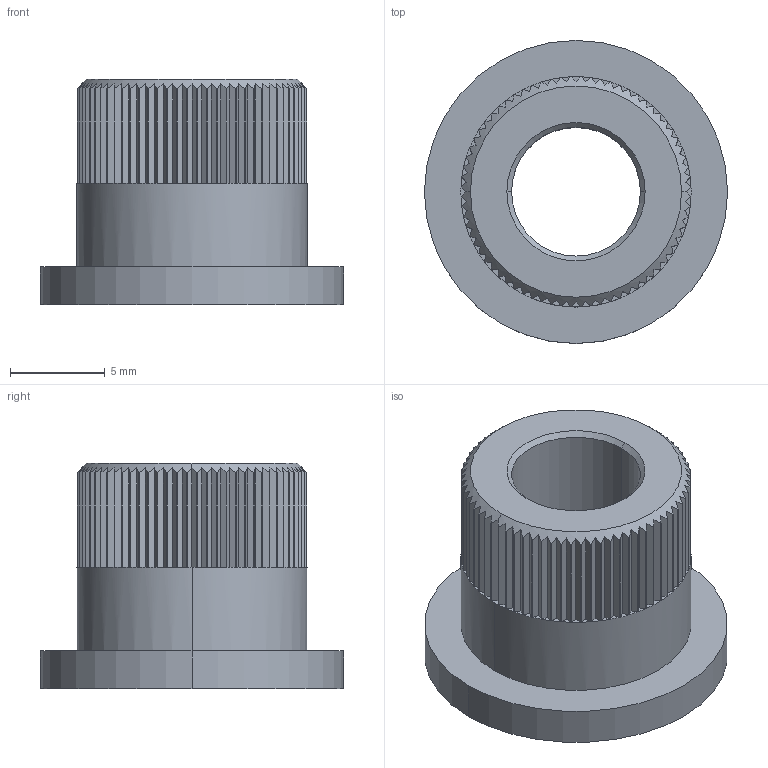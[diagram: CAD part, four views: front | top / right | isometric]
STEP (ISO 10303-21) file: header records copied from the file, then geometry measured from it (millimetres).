
FILE_DESCRIPTION (( 'STEP AP203' ), '1' );
FILE_NAME ('93011-B.STEP', '2013-12-17T17:51:15', ( 'Hajo' ), ( 'Microsoft' ), 'SwSTEP 2.0', 'SolidWorks 2011', '' );
FILE_SCHEMA (( 'CONFIG_CONTROL_DESIGN' ));
Length unit declared in the file: millimetre
Products named in the file (1): 93011-B
Bounding box: 16 x 16 x 11.9 mm (x, y, z)
Volume: 1088.3 mm3; surface area: 1123.7 mm2
Topology: 1 solids, 1 shells, 231 faces, 678 edges, 450 vertices
Faces by surface type: plane 219, cone 6, cylinder 6
Entity records: 7891 total; most frequent: CARTESIAN_POINT 1792, ORIENTED_EDGE 1356, DIRECTION 1160, EDGE_CURVE 678, VERTEX_POINT 450, AXIS2_PLACEMENT_3D 394, VECTOR 372, LINE 372
